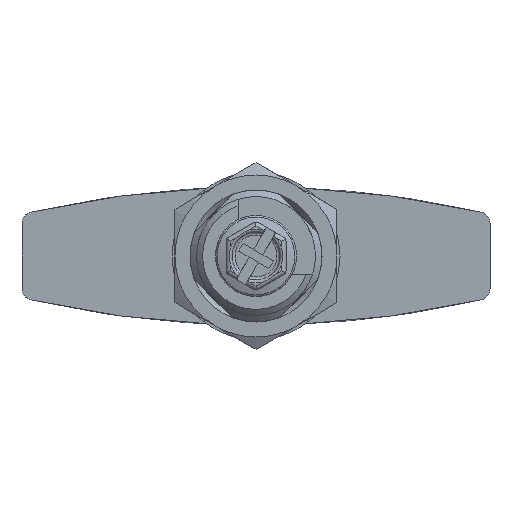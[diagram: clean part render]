
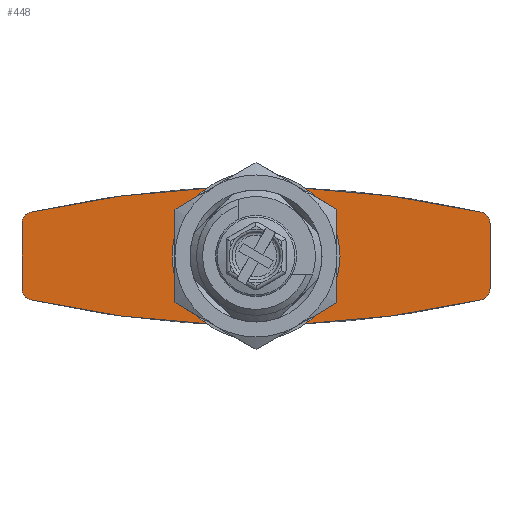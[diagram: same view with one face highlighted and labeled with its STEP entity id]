
A CAD part, front view. The second image highlights one B-rep face of the part: STEP entity #448.
In plain terms, the highlighted planar face has unit normal (0, -1, 0).
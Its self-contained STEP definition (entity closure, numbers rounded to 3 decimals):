
#448 = ADVANCED_FACE( '', ( #889, #890 ), #891, .F. );
#889 = FACE_BOUND( '', #1321, .T. );
#890 = FACE_OUTER_BOUND( '', #1322, .T. );
#891 = PLANE( '', #1323 );
#1321 = EDGE_LOOP( '', ( #2291 ) );
#1322 = EDGE_LOOP( '', ( #2292, #2293, #2294, #2295, #2296, #2297, #2298, #2299 ) );
#1323 = AXIS2_PLACEMENT_3D( '', #2300, #2301, #2302 );
#2291 = ORIENTED_EDGE( '', *, *, #2489, .T. );
#2292 = ORIENTED_EDGE( '', *, *, #2699, .F. );
#2293 = ORIENTED_EDGE( '', *, *, #2859, .F. );
#2294 = ORIENTED_EDGE( '', *, *, #2860, .F. );
#2295 = ORIENTED_EDGE( '', *, *, #2806, .F. );
#2296 = ORIENTED_EDGE( '', *, *, #2726, .F. );
#2297 = ORIENTED_EDGE( '', *, *, #2707, .F. );
#2298 = ORIENTED_EDGE( '', *, *, #2658, .F. );
#2299 = ORIENTED_EDGE( '', *, *, #2473, .T. );
#2300 = CARTESIAN_POINT( '', ( -39., 49., 12.5 ) );
#2301 = DIRECTION( '', ( 0., 1., 0. ) );
#2302 = DIRECTION( '', ( 0., 0., 1. ) );
#2473 = EDGE_CURVE( '', #2890, #2887, #2891, .T. );
#2489 = EDGE_CURVE( '', #2918, #2918, #2919, .T. );
#2658 = EDGE_CURVE( '', #2890, #3196, #3197, .T. );
#2699 = EDGE_CURVE( '', #3260, #2887, #3261, .T. );
#2707 = EDGE_CURVE( '', #3196, #3270, #3271, .T. );
#2726 = EDGE_CURVE( '', #3270, #3295, #3296, .T. );
#2806 = EDGE_CURVE( '', #3295, #3402, #3403, .T. );
#2859 = EDGE_CURVE( '', #3467, #3260, #3468, .T. );
#2860 = EDGE_CURVE( '', #3402, #3467, #3469, .T. );
#2887 = VERTEX_POINT( '', #3496 );
#2890 = VERTEX_POINT( '', #3500 );
#2891 = LINE( '', #3501, #3502 );
#2918 = VERTEX_POINT( '', #3540 );
#2919 = CIRCLE( '', #3541, 9.9 );
#3196 = VERTEX_POINT( '', #4026 );
#3197 = CIRCLE( '', #4027, 2. );
#3260 = VERTEX_POINT( '', #4133 );
#3261 = CIRCLE( '', #4134, 2. );
#3270 = VERTEX_POINT( '', #4150 );
#3271 = CIRCLE( '', #4151, 170. );
#3295 = VERTEX_POINT( '', #4202 );
#3296 = CIRCLE( '', #4203, 2. );
#3402 = VERTEX_POINT( '', #4394 );
#3403 = LINE( '', #4395, #4396 );
#3467 = VERTEX_POINT( '', #4509 );
#3468 = CIRCLE( '', #4510, 170. );
#3469 = CIRCLE( '', #4511, 2. );
#3496 = CARTESIAN_POINT( '', ( -39., 49., -5.375 ) );
#3500 = CARTESIAN_POINT( '', ( -39., 49., 5.375 ) );
#3501 = CARTESIAN_POINT( '', ( -39., 49., 12.5 ) );
#3502 = VECTOR( '', #4553, 1000. );
#3540 = CARTESIAN_POINT( '', ( 0., 49., 9.9 ) );
#3541 = AXIS2_PLACEMENT_3D( '', #4575, #4576, #4577 );
#4026 = CARTESIAN_POINT( '', ( -37.44, 49., 7.326 ) );
#4027 = AXIS2_PLACEMENT_3D( '', #4788, #4789, #4790 );
#4133 = CARTESIAN_POINT( '', ( -37.44, 49., -7.326 ) );
#4134 = AXIS2_PLACEMENT_3D( '', #4838, #4839, #4840 );
#4150 = CARTESIAN_POINT( '', ( 37.44, 49., 7.326 ) );
#4151 = AXIS2_PLACEMENT_3D( '', #4846, #4847, #4848 );
#4202 = CARTESIAN_POINT( '', ( 39., 49., 5.375 ) );
#4203 = AXIS2_PLACEMENT_3D( '', #4861, #4862, #4863 );
#4394 = CARTESIAN_POINT( '', ( 39., 49., -5.375 ) );
#4395 = CARTESIAN_POINT( '', ( 39., 49., 12.5 ) );
#4396 = VECTOR( '', #4934, 1000. );
#4509 = CARTESIAN_POINT( '', ( 37.44, 49., -7.326 ) );
#4510 = AXIS2_PLACEMENT_3D( '', #4981, #4982, #4983 );
#4511 = AXIS2_PLACEMENT_3D( '', #4984, #4985, #4986 );
#4553 = DIRECTION( '', ( 0., 0., -1. ) );
#4575 = CARTESIAN_POINT( '', ( 0., 49., 0. ) );
#4576 = DIRECTION( '', ( 0., 1., 0. ) );
#4577 = DIRECTION( '', ( 0., 0., 1. ) );
#4788 = CARTESIAN_POINT( '', ( -37., 49., 5.375 ) );
#4789 = DIRECTION( '', ( 0., 1., 0. ) );
#4790 = DIRECTION( '', ( 0., 0., 1. ) );
#4838 = CARTESIAN_POINT( '', ( -37., 49., -5.375 ) );
#4839 = DIRECTION( '', ( 0., 1., 0. ) );
#4840 = DIRECTION( '', ( 0., 0., 1. ) );
#4846 = CARTESIAN_POINT( '', ( 0., 49., -158.5 ) );
#4847 = DIRECTION( '', ( 0., 1., 0. ) );
#4848 = DIRECTION( '', ( 0., 0., 1. ) );
#4861 = CARTESIAN_POINT( '', ( 37., 49., 5.375 ) );
#4862 = DIRECTION( '', ( 0., 1., 0. ) );
#4863 = DIRECTION( '', ( 0., 0., 1. ) );
#4934 = DIRECTION( '', ( 0., 0., -1. ) );
#4981 = CARTESIAN_POINT( '', ( 0., 49., 158.5 ) );
#4982 = DIRECTION( '', ( 0., 1., 0. ) );
#4983 = DIRECTION( '', ( 0., 0., 1. ) );
#4984 = CARTESIAN_POINT( '', ( 37., 49., -5.375 ) );
#4985 = DIRECTION( '', ( 0., 1., 0. ) );
#4986 = DIRECTION( '', ( 0., 0., 1. ) );
